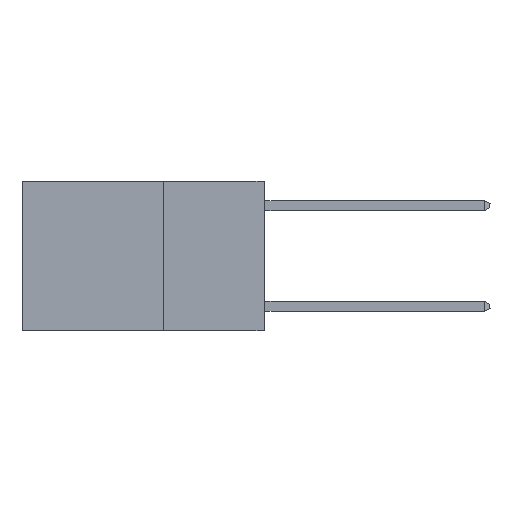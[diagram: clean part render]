
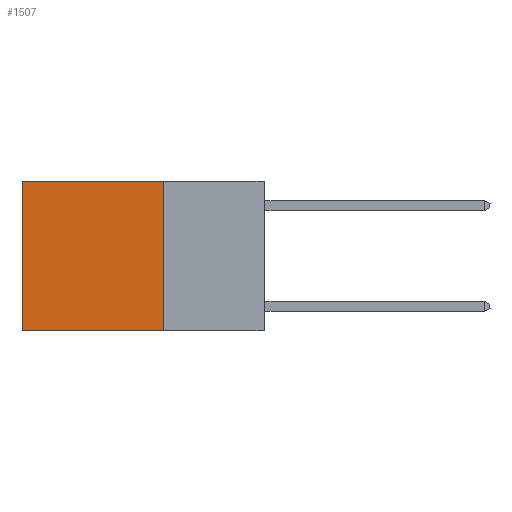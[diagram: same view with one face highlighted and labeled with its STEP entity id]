
A CAD part, left-side view. The second image highlights one B-rep face of the part: STEP entity #1507.
In plain terms, the highlighted planar face has unit normal (-1, 0, 0).
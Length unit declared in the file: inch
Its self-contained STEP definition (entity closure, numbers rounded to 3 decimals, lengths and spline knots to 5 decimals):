
#417 = DIRECTION ( 'NONE',  ( 0., 0., -1. ) ) ;
#426 = ORIENTED_EDGE ( 'NONE', *, *, #10641, .F. ) ;
#1204 = DIRECTION ( 'NONE',  ( 0., 0., -1. ) ) ;
#1313 = CARTESIAN_POINT ( 'NONE',  ( 0.2625, 0.6, 0. ) ) ;
#1416 = VECTOR ( 'NONE', #3902, 39.37008 ) ;
#1460 = CARTESIAN_POINT ( 'NONE',  ( 0.2625, 0.25, 0. ) ) ;
#1507 = ADVANCED_FACE ( 'NONE', ( #6195 ), #6263, .F. ) ;
#1654 = VERTEX_POINT ( 'NONE', #7675 ) ;
#1746 = ORIENTED_EDGE ( 'NONE', *, *, #9915, .T. ) ;
#1967 = VERTEX_POINT ( 'NONE', #11470 ) ;
#2120 = EDGE_LOOP ( 'NONE', ( #9168, #11683, #426, #1746 ) ) ;
#2778 = DIRECTION ( 'NONE',  ( 1., 0., 0. ) ) ;
#3350 = LINE ( 'NONE', #12316, #11486 ) ;
#3594 = CARTESIAN_POINT ( 'NONE',  ( 0.2625, 0.25, 0. ) ) ;
#3734 = VECTOR ( 'NONE', #7896, 39.37008 ) ;
#3816 = VERTEX_POINT ( 'NONE', #1313 ) ;
#3902 = DIRECTION ( 'NONE',  ( 0., 1., 0. ) ) ;
#5032 = LINE ( 'NONE', #9543, #12747 ) ;
#5968 = EDGE_CURVE ( 'NONE', #3816, #1654, #3350, .T. ) ;
#6195 = FACE_OUTER_BOUND ( 'NONE', #2120, .T. ) ;
#6263 = PLANE ( 'NONE',  #11420 ) ;
#7675 = CARTESIAN_POINT ( 'NONE',  ( 0.2625, 0.6, -0.37 ) ) ;
#7896 = DIRECTION ( 'NONE',  ( 0., 1., 0. ) ) ;
#9168 = ORIENTED_EDGE ( 'NONE', *, *, #5968, .T. ) ;
#9529 = LINE ( 'NONE', #14066, #1416 ) ;
#9543 = CARTESIAN_POINT ( 'NONE',  ( 0.2625, 0.25, 0. ) ) ;
#9915 = EDGE_CURVE ( 'NONE', #12248, #3816, #10263, .T. ) ;
#10263 = LINE ( 'NONE', #3594, #3734 ) ;
#10573 = CARTESIAN_POINT ( 'NONE',  ( 0.2625, 0.25, 0. ) ) ;
#10641 = EDGE_CURVE ( 'NONE', #12248, #1967, #5032, .T. ) ;
#11420 = AXIS2_PLACEMENT_3D ( 'NONE', #10573, #2778, #417 ) ;
#11470 = CARTESIAN_POINT ( 'NONE',  ( 0.2625, 0.25, -0.37 ) ) ;
#11486 = VECTOR ( 'NONE', #1204, 39.37008 ) ;
#11683 = ORIENTED_EDGE ( 'NONE', *, *, #12329, .F. ) ;
#12248 = VERTEX_POINT ( 'NONE', #1460 ) ;
#12316 = CARTESIAN_POINT ( 'NONE',  ( 0.2625, 0.6, 0. ) ) ;
#12329 = EDGE_CURVE ( 'NONE', #1967, #1654, #9529, .T. ) ;
#12747 = VECTOR ( 'NONE', #14077, 39.37008 ) ;
#14066 = CARTESIAN_POINT ( 'NONE',  ( 0.2625, 0.25, -0.37 ) ) ;
#14077 = DIRECTION ( 'NONE',  ( 0., 0., -1. ) ) ;
